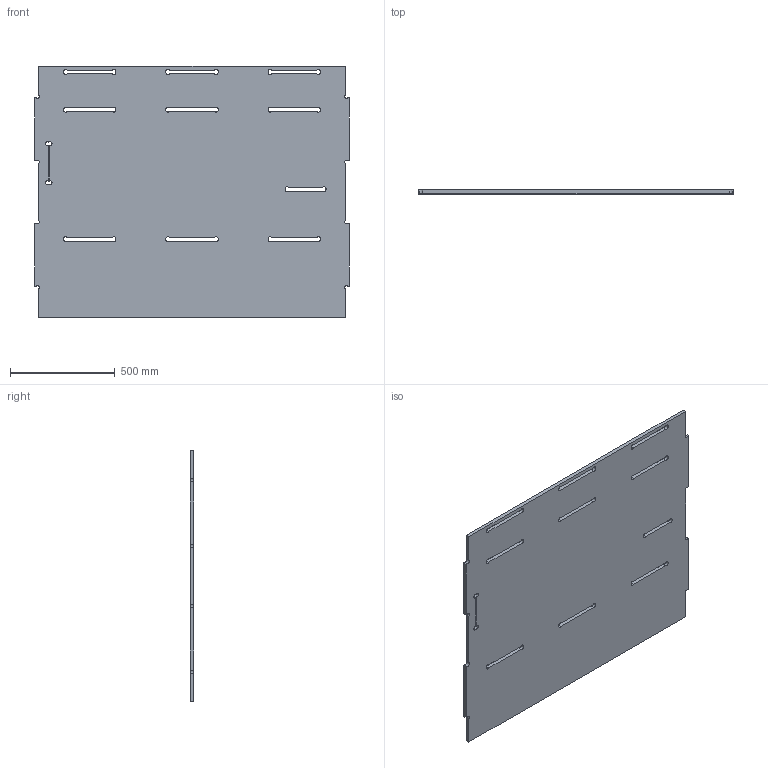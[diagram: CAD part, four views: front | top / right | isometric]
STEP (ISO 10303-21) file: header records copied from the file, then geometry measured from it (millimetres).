
FILE_DESCRIPTION(/* description */ ('STEP AP242','CAx-IF Rec.Pracs.---Representation and Presentation of Product Manufacturing Information (PMI)---4.0---2014-10-13','CAx-IF Rec.Pracs.---3D Tessellated Geometry---0.4---2014-09-14','2;1'),/* implementation_level */ '2;1');
FILE_NAME(/* name */ '68dd23e7d5e888e26c9e87e6',/* time_stamp */ '2025-10-01T12:51:52Z',/* author */ (''),/* organization */ (''),/* preprocessor_version */ 'ST-DEVELOPER v20',/* originating_system */ 'ONSHAPE BY PTC INC, 1.204',/* authorisation */ ' ');
FILE_SCHEMA (('AP242_MANAGED_MODEL_BASED_3D_ENGINEERING_MIM_LF { 1 0 10303 442 1 1 4 }'));
Length unit declared in the file: metre
Products named in the file (1): Arri�re D
Bounding box: 1500 x 18 x 1200 mm (x, y, z)
Volume: 31142006.5 mm3; surface area: 3686998.5 mm2
Topology: 1 solids, 1 shells, 605 faces, 1680 edges, 1120 vertices
Faces by surface type: plane 334, bspline 201, cylinder 70
Entity records: 20044 total; most frequent: CARTESIAN_POINT 5617, ORIENTED_EDGE 3360, DIRECTION 2228, EDGE_CURVE 1680, LINE 1138, VECTOR 1138, VERTEX_POINT 1120, EDGE_LOOP 670
